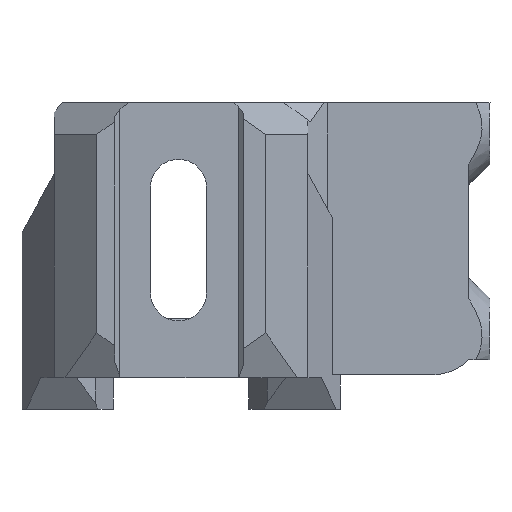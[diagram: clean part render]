
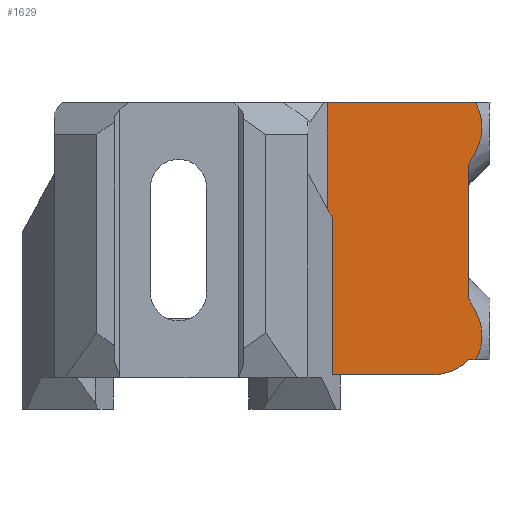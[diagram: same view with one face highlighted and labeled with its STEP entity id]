
A CAD part, front view. The second image highlights one B-rep face of the part: STEP entity #1629.
In plain terms, the highlighted planar face has unit normal (0, -1, 0).
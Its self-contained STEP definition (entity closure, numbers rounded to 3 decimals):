
#29=(
BOUNDED_CURVE()
B_SPLINE_CURVE(2,(#2538,#2539,#2540),.UNSPECIFIED.,.F.,.F.)
B_SPLINE_CURVE_WITH_KNOTS((3,3),(0.42,1.403),
 .UNSPECIFIED.)
CURVE()
GEOMETRIC_REPRESENTATION_ITEM()
RATIONAL_B_SPLINE_CURVE((1.41,1.763,1.516))
REPRESENTATION_ITEM('')
);
#30=(
BOUNDED_CURVE()
B_SPLINE_CURVE(2,(#2544,#2545,#2546),.UNSPECIFIED.,.F.,.F.)
B_SPLINE_CURVE_WITH_KNOTS((3,3),(0.589,1.577),
 .UNSPECIFIED.)
CURVE()
GEOMETRIC_REPRESENTATION_ITEM()
RATIONAL_B_SPLINE_CURVE((1.513,1.765,1.41))
REPRESENTATION_ITEM('')
);
#42=PLANE('',#1739);
#114=CIRCLE('',#1740,5.);
#166=FACE_OUTER_BOUND('',#257,.T.);
#257=EDGE_LOOP('',(#1220,#1221,#1222,#1223,#1224,#1225,#1226,#1227,#1228,
#1229));
#371=LINE('',#2514,#567);
#378=LINE('',#2528,#574);
#379=LINE('',#2530,#575);
#380=LINE('',#2532,#576);
#381=LINE('',#2536,#577);
#382=LINE('',#2542,#578);
#383=LINE('',#2547,#579);
#567=VECTOR('',#1915,10.);
#574=VECTOR('',#1926,10.);
#575=VECTOR('',#1927,10.);
#576=VECTOR('',#1928,10.);
#577=VECTOR('',#1931,10.);
#578=VECTOR('',#1932,10.);
#579=VECTOR('',#1933,10.);
#770=VERTEX_POINT('',#2510);
#772=VERTEX_POINT('',#2513);
#777=VERTEX_POINT('',#2527);
#778=VERTEX_POINT('',#2529);
#779=VERTEX_POINT('',#2531);
#780=VERTEX_POINT('',#2533);
#781=VERTEX_POINT('',#2535);
#782=VERTEX_POINT('',#2537);
#783=VERTEX_POINT('',#2541);
#784=VERTEX_POINT('',#2543);
#941=EDGE_CURVE('',#770,#772,#371,.T.);
#948=EDGE_CURVE('',#777,#770,#378,.T.);
#949=EDGE_CURVE('',#778,#777,#379,.T.);
#950=EDGE_CURVE('',#779,#778,#380,.T.);
#951=EDGE_CURVE('',#780,#779,#114,.T.);
#952=EDGE_CURVE('',#781,#780,#381,.T.);
#953=EDGE_CURVE('',#782,#781,#29,.T.);
#954=EDGE_CURVE('',#783,#782,#382,.T.);
#955=EDGE_CURVE('',#783,#784,#30,.F.);
#956=EDGE_CURVE('',#772,#784,#383,.T.);
#1220=ORIENTED_EDGE('',*,*,#941,.F.);
#1221=ORIENTED_EDGE('',*,*,#948,.F.);
#1222=ORIENTED_EDGE('',*,*,#949,.F.);
#1223=ORIENTED_EDGE('',*,*,#950,.F.);
#1224=ORIENTED_EDGE('',*,*,#951,.F.);
#1225=ORIENTED_EDGE('',*,*,#952,.F.);
#1226=ORIENTED_EDGE('',*,*,#953,.F.);
#1227=ORIENTED_EDGE('',*,*,#954,.F.);
#1228=ORIENTED_EDGE('',*,*,#955,.T.);
#1229=ORIENTED_EDGE('',*,*,#956,.F.);
#1629=ADVANCED_FACE('',(#166),#42,.F.);
#1739=AXIS2_PLACEMENT_3D('',#2526,#1924,#1925);
#1740=AXIS2_PLACEMENT_3D('',#2534,#1929,#1930);
#1915=DIRECTION('',(0.,0.,1.));
#1924=DIRECTION('center_axis',(0.,1.,0.));
#1925=DIRECTION('ref_axis',(1.,0.,0.));
#1926=DIRECTION('',(-1.,0.,0.));
#1927=DIRECTION('',(0.,0.,1.));
#1928=DIRECTION('',(-1.,0.,0.));
#1929=DIRECTION('center_axis',(0.,1.,0.));
#1930=DIRECTION('ref_axis',(0.707,0.,-0.707));
#1931=DIRECTION('',(-1.,0.,0.));
#1932=DIRECTION('',(0.,0.,-1.));
#1933=DIRECTION('',(1.,0.,0.));
#2510=CARTESIAN_POINT('',(13.8,7.5,15.13));
#2513=CARTESIAN_POINT('',(13.8,7.5,26.));
#2514=CARTESIAN_POINT('',(13.8,7.5,6.563));
#2526=CARTESIAN_POINT('Origin',(17.112,7.5,13.125));
#2527=CARTESIAN_POINT('',(14.291,7.5,15.13));
#2528=CARTESIAN_POINT('',(8.556,7.5,15.13));
#2529=CARTESIAN_POINT('',(14.291,7.5,0.25));
#2530=CARTESIAN_POINT('',(14.291,7.5,6.563));
#2531=CARTESIAN_POINT('',(23.729,7.5,0.25));
#2532=CARTESIAN_POINT('',(27.223,7.5,0.25));
#2533=CARTESIAN_POINT('',(27.223,7.5,1.674));
#2534=CARTESIAN_POINT('Origin',(23.729,7.5,5.25));
#2535=CARTESIAN_POINT('',(27.905,7.5,1.674));
#2536=CARTESIAN_POINT('',(22.168,7.5,1.674));
#2537=CARTESIAN_POINT('',(27.223,7.5,7.436));
#2538=CARTESIAN_POINT('Ctrl Pts',(27.223,7.5,7.436));
#2539=CARTESIAN_POINT('Ctrl Pts',(29.173,7.5,4.365));
#2540=CARTESIAN_POINT('Ctrl Pts',(27.905,7.5,1.674));
#2541=CARTESIAN_POINT('',(27.223,7.5,20.204));
#2542=CARTESIAN_POINT('',(27.223,7.5,26.));
#2543=CARTESIAN_POINT('',(27.888,7.5,26.));
#2544=CARTESIAN_POINT('Ctrl Pts',(27.888,7.5,26.));
#2545=CARTESIAN_POINT('Ctrl Pts',(29.181,7.5,23.288));
#2546=CARTESIAN_POINT('Ctrl Pts',(27.223,7.5,20.204));
#2547=CARTESIAN_POINT('',(11.223,7.5,26.));
